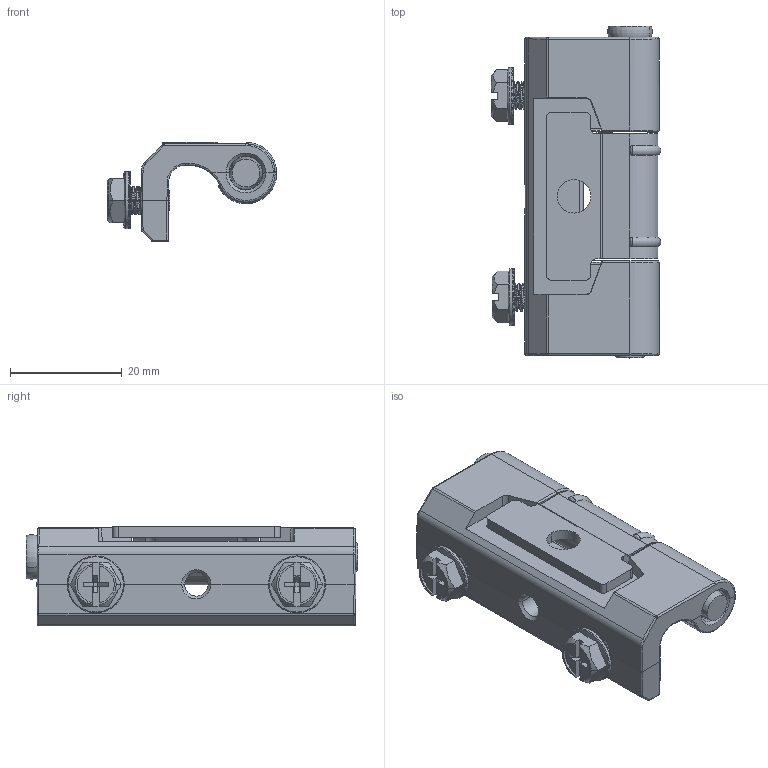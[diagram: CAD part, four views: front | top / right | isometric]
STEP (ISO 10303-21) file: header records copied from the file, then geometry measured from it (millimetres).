
FILE_DESCRIPTION (( 'STEP AP203' ), '1' );
FILE_NAME ('MG14.1.1.1.STEP', '2022-07-29T10:45:00', ( '' ), ( '' ), 'SwSTEP 2.0', 'SolidWorks 2021', '' );
FILE_SCHEMA (( 'CONFIG_CONTROL_DESIGN' ));
Length unit declared in the file: millimetre
Products named in the file (1): MG14.1.1.1
Bounding box: 30.29 x 59.35 x 17.8 mm (x, y, z)
Surface area: 6897.8 mm2 (no closed solid volume)
Topology: 0 solids, 6 shells, 441 faces, 1347 edges, 850 vertices
Faces by surface type: plane 172, cylinder 138, bspline 58, torus 57, cone 16
Entity records: 18121 total; most frequent: CARTESIAN_POINT 7578, ORIENTED_EDGE 2302, DIRECTION 1832, EDGE_CURVE 1347, VERTEX_POINT 850, AXIS2_PLACEMENT_3D 620, LINE 592, VECTOR 592
